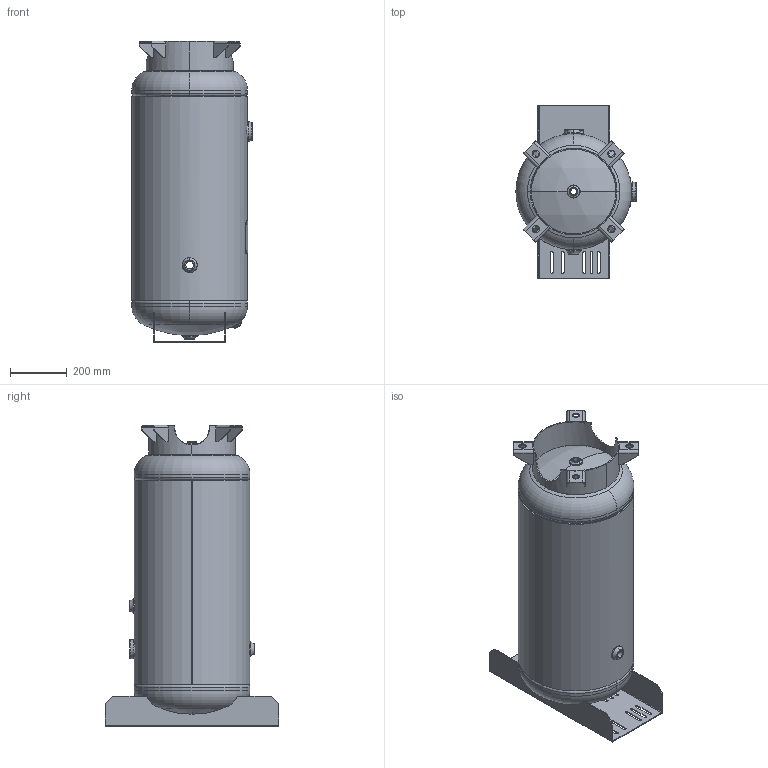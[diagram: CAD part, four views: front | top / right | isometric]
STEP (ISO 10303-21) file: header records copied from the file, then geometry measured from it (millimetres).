
FILE_DESCRIPTION (( 'STEP AP203' ), '1' );
FILE_NAME ('302409.STEP', '2012-02-03T23:32:54', ( '' ), ( '' ), 'SwSTEP 2.0', 'SolidWorks 2011', '' );
FILE_SCHEMA (( 'CONFIG_CONTROL_DESIGN' ));
Length unit declared in the file: inch
Products named in the file (1): 302409
Bounding box: 422.78 x 609.6 x 1060.48 mm (x, y, z)
Surface area: 3212897.9 mm2 (no closed solid volume)
Topology: 0 solids, 25 shells, 313 faces, 851 edges, 556 vertices
Faces by surface type: plane 139, cylinder 101, torus 52, bspline 17, sphere 4
Full cylindrical faces by diameter (mm): 397.205 x1, 406.4 x1
Entity records: 13168 total; most frequent: CARTESIAN_POINT 5214, DIRECTION 1685, ORIENTED_EDGE 1497, EDGE_CURVE 851, AXIS2_PLACEMENT_3D 642, VERTEX_POINT 556, VECTOR 401, LINE 401
